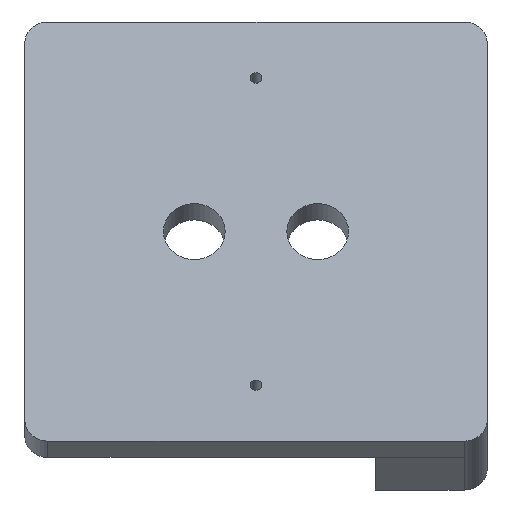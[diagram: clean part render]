
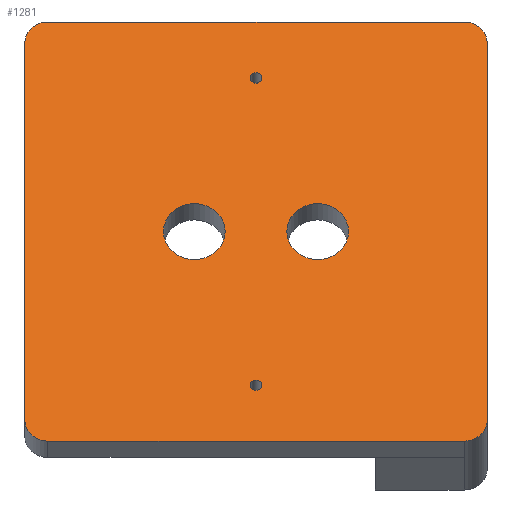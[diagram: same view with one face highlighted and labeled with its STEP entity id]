
A CAD part, front view. The second image highlights one B-rep face of the part: STEP entity #1281.
In plain terms, the highlighted planar face has unit normal (0, -0.906, 0.423).
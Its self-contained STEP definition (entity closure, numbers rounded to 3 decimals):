
#23=FACE_BOUND('',#175,.T.);
#24=FACE_BOUND('',#176,.T.);
#25=FACE_BOUND('',#177,.T.);
#26=FACE_BOUND('',#178,.T.);
#47=PLANE('',#1404);
#105=FACE_OUTER_BOUND('',#174,.T.);
#174=EDGE_LOOP('',(#1049,#1050,#1051,#1052,#1053,#1054,#1055,#1056));
#175=EDGE_LOOP('',(#1057));
#176=EDGE_LOOP('',(#1058));
#177=EDGE_LOOP('',(#1059));
#178=EDGE_LOOP('',(#1060));
#302=LINE('',#2105,#437);
#304=LINE('',#2109,#439);
#305=LINE('',#2113,#440);
#306=LINE('',#2117,#441);
#437=VECTOR('',#1707,10.);
#439=VECTOR('',#1711,10.);
#440=VECTOR('',#1714,10.);
#441=VECTOR('',#1717,10.);
#516=CIRCLE('',#1402,3.);
#517=CIRCLE('',#1405,3.);
#518=CIRCLE('',#1406,3.);
#519=CIRCLE('',#1407,3.);
#520=CIRCLE('',#1408,0.751);
#521=CIRCLE('',#1409,0.751);
#522=CIRCLE('',#1410,4.);
#523=CIRCLE('',#1411,4.);
#629=VERTEX_POINT('',#2098);
#630=VERTEX_POINT('',#2100);
#631=VERTEX_POINT('',#2104);
#632=VERTEX_POINT('',#2108);
#633=VERTEX_POINT('',#2110);
#634=VERTEX_POINT('',#2112);
#635=VERTEX_POINT('',#2114);
#636=VERTEX_POINT('',#2116);
#637=VERTEX_POINT('',#2119);
#638=VERTEX_POINT('',#2121);
#639=VERTEX_POINT('',#2123);
#640=VERTEX_POINT('',#2125);
#791=EDGE_CURVE('',#629,#630,#516,.T.);
#793=EDGE_CURVE('',#631,#630,#302,.T.);
#795=EDGE_CURVE('',#629,#632,#304,.T.);
#796=EDGE_CURVE('',#633,#632,#517,.T.);
#797=EDGE_CURVE('',#633,#634,#305,.T.);
#798=EDGE_CURVE('',#635,#634,#518,.T.);
#799=EDGE_CURVE('',#635,#636,#306,.T.);
#800=EDGE_CURVE('',#631,#636,#519,.T.);
#801=EDGE_CURVE('',#637,#637,#520,.T.);
#802=EDGE_CURVE('',#638,#638,#521,.T.);
#803=EDGE_CURVE('',#639,#639,#522,.T.);
#804=EDGE_CURVE('',#640,#640,#523,.T.);
#1049=ORIENTED_EDGE('',*,*,#791,.F.);
#1050=ORIENTED_EDGE('',*,*,#795,.T.);
#1051=ORIENTED_EDGE('',*,*,#796,.F.);
#1052=ORIENTED_EDGE('',*,*,#797,.T.);
#1053=ORIENTED_EDGE('',*,*,#798,.F.);
#1054=ORIENTED_EDGE('',*,*,#799,.T.);
#1055=ORIENTED_EDGE('',*,*,#800,.F.);
#1056=ORIENTED_EDGE('',*,*,#793,.T.);
#1057=ORIENTED_EDGE('',*,*,#801,.T.);
#1058=ORIENTED_EDGE('',*,*,#802,.T.);
#1059=ORIENTED_EDGE('',*,*,#803,.F.);
#1060=ORIENTED_EDGE('',*,*,#804,.F.);
#1281=ADVANCED_FACE('',(#105,#23,#24,#25,#26),#47,.F.);
#1402=AXIS2_PLACEMENT_3D('',#2101,#1702,#1703);
#1404=AXIS2_PLACEMENT_3D('',#2107,#1709,#1710);
#1405=AXIS2_PLACEMENT_3D('',#2111,#1712,#1713);
#1406=AXIS2_PLACEMENT_3D('',#2115,#1715,#1716);
#1407=AXIS2_PLACEMENT_3D('',#2118,#1718,#1719);
#1408=AXIS2_PLACEMENT_3D('',#2120,#1720,#1721);
#1409=AXIS2_PLACEMENT_3D('',#2122,#1722,#1723);
#1410=AXIS2_PLACEMENT_3D('',#2124,#1724,#1725);
#1411=AXIS2_PLACEMENT_3D('',#2126,#1726,#1727);
#1702=DIRECTION('center_axis',(0.,0.906,-0.423));
#1703=DIRECTION('ref_axis',(-0.707,-0.299,-0.641));
#1707=DIRECTION('',(0.,-0.423,-0.906));
#1709=DIRECTION('center_axis',(0.,0.906,-0.423));
#1710=DIRECTION('ref_axis',(-1.,0.,0.));
#1711=DIRECTION('',(1.,0.,0.));
#1712=DIRECTION('center_axis',(0.,0.906,-0.423));
#1713=DIRECTION('ref_axis',(0.707,-0.299,-0.641));
#1714=DIRECTION('',(0.,0.423,0.906));
#1715=DIRECTION('center_axis',(0.,0.906,-0.423));
#1716=DIRECTION('ref_axis',(0.707,0.299,0.641));
#1717=DIRECTION('',(-1.,0.,0.));
#1718=DIRECTION('center_axis',(0.,0.906,-0.423));
#1719=DIRECTION('ref_axis',(-0.707,0.299,0.641));
#1720=DIRECTION('center_axis',(0.,0.906,-0.423));
#1721=DIRECTION('ref_axis',(-1.,0.,0.));
#1722=DIRECTION('center_axis',(0.,0.906,-0.423));
#1723=DIRECTION('ref_axis',(-1.,0.,0.));
#1724=DIRECTION('center_axis',(0.,-0.906,
0.423));
#1725=DIRECTION('ref_axis',(-1.,0.,0.));
#1726=DIRECTION('center_axis',(0.,-0.906,
0.423));
#1727=DIRECTION('ref_axis',(-1.,0.,0.));
#2098=CARTESIAN_POINT('',(13.767,-7.248,9.641));
#2100=CARTESIAN_POINT('',(10.767,-5.98,12.359));
#2101=CARTESIAN_POINT('Origin',(13.767,-5.98,12.359));
#2104=CARTESIAN_POINT('',(10.767,16.841,61.3));
#2105=CARTESIAN_POINT('',(10.767,18.109,64.019));
#2107=CARTESIAN_POINT('Origin',(40.767,5.43,36.83));
#2108=CARTESIAN_POINT('',(67.793,-7.248,9.641));
#2109=CARTESIAN_POINT('',(10.767,-7.248,9.641));
#2110=CARTESIAN_POINT('',(70.767,-5.981,12.359));
#2111=CARTESIAN_POINT('Origin',(67.767,-5.981,12.359));
#2112=CARTESIAN_POINT('',(70.767,16.841,61.3));
#2113=CARTESIAN_POINT('',(70.767,-7.248,9.641));
#2114=CARTESIAN_POINT('',(67.767,18.109,64.019));
#2115=CARTESIAN_POINT('Origin',(67.767,16.841,61.3));
#2116=CARTESIAN_POINT('',(13.767,18.109,64.019));
#2117=CARTESIAN_POINT('',(70.767,18.109,64.019));
#2118=CARTESIAN_POINT('Origin',(13.767,16.841,61.3));
#2119=CARTESIAN_POINT('',(41.518,14.728,56.769));
#2120=CARTESIAN_POINT('Origin',(40.767,14.728,56.769));
#2121=CARTESIAN_POINT('',(41.518,-3.867,16.891));
#2122=CARTESIAN_POINT('Origin',(40.767,-3.867,16.891));
#2123=CARTESIAN_POINT('',(52.767,5.43,36.83));
#2124=CARTESIAN_POINT('Origin',(48.767,5.43,36.83));
#2125=CARTESIAN_POINT('',(36.767,5.43,36.83));
#2126=CARTESIAN_POINT('Origin',(32.767,5.43,36.83));
